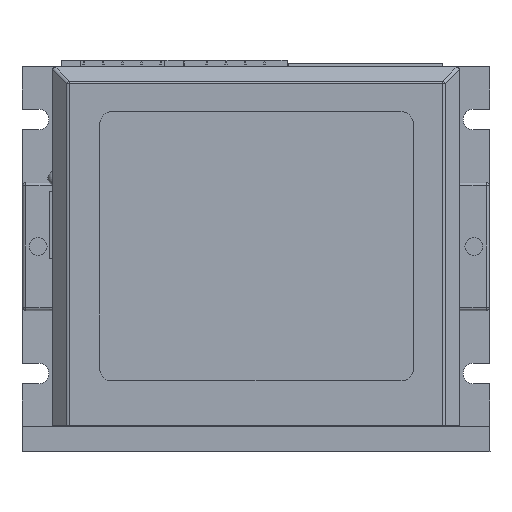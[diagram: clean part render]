
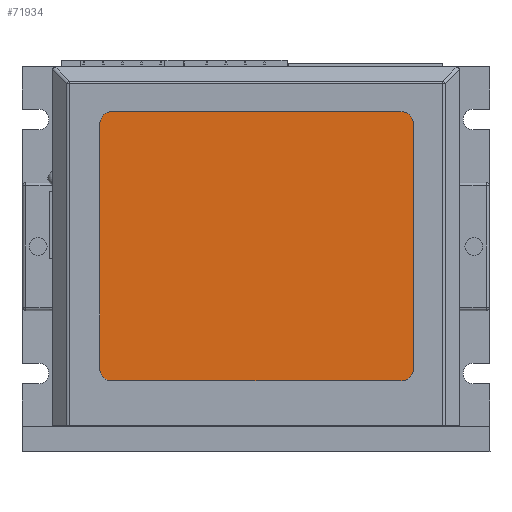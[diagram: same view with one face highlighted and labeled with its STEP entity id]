
A CAD part, top view. The second image highlights one B-rep face of the part: STEP entity #71934.
In plain terms, the highlighted face is planar.
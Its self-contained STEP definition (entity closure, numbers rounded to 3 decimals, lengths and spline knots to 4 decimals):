
#67259=DIRECTION('',(-1.,0.,0.));
#67260=VECTOR('',#67259,5.715);
#67261=CARTESIAN_POINT('',(2.8575,1.1367,-6.223));
#67262=LINE('',#67261,#67260);
#67263=CARTESIAN_POINT('',(2.8448,1.1367,-5.9693));
#67264=DIRECTION('',(0.,1.,0.));
#67265=DIRECTION('',(1.,0.,0.));
#67266=AXIS2_PLACEMENT_3D('',#67263,#67264,#67265);
#67268=DIRECTION('',(0.,0.,-1.));
#67269=VECTOR('',#67268,4.8266);
#67270=CARTESIAN_POINT('',(3.0988,1.1367,-1.1427));
#67271=LINE('',#67270,#67269);
#67272=CARTESIAN_POINT('',(2.8448,1.1367,-1.1427));
#67273=DIRECTION('',(0.,1.,0.));
#67274=DIRECTION('',(0.05,0.,0.999));
#67275=AXIS2_PLACEMENT_3D('',#67272,#67273,#67274);
#67277=DIRECTION('',(1.,0.,0.));
#67278=VECTOR('',#67277,5.7277);
#67279=CARTESIAN_POINT('',(-2.8702,1.1367,-0.889));
#67280=LINE('',#67279,#67278);
#67281=CARTESIAN_POINT('',(-2.8702,1.1367,-1.143));
#67282=DIRECTION('',(0.,1.,0.));
#67283=DIRECTION('',(-1.,0.,0.));
#67284=AXIS2_PLACEMENT_3D('',#67281,#67282,#67283);
#67286=DIRECTION('',(0.,0.,1.));
#67287=VECTOR('',#67286,4.8263);
#67288=CARTESIAN_POINT('',(-3.1242,1.1367,-5.9693));
#67289=LINE('',#67288,#67287);
#67290=CARTESIAN_POINT('',(-2.8702,1.1367,-5.9693));
#67291=DIRECTION('',(0.,1.,0.));
#67292=DIRECTION('',(0.,0.,-1.));
#67293=AXIS2_PLACEMENT_3D('',#67290,#67291,#67292);
#67295=CARTESIAN_POINT('',(-2.8702,1.1367,-5.9693));
#67296=DIRECTION('',(0.,1.,0.));
#67297=DIRECTION('',(0.05,0.,-0.999));
#67298=AXIS2_PLACEMENT_3D('',#67295,#67296,#67297);
#67460=CARTESIAN_POINT('',(2.8575,1.1367,-0.889));
#67462=VERTEX_POINT('',#67460);
#67674=CARTESIAN_POINT('',(3.0988,1.1367,-1.1427));
#67675=CARTESIAN_POINT('',(3.0988,1.1367,-5.9693));
#67676=VERTEX_POINT('',#67674);
#67677=VERTEX_POINT('',#67675);
#67736=CARTESIAN_POINT('',(-2.8702,1.1367,-6.2233));
#67737=CARTESIAN_POINT('',(-3.1242,1.1367,-5.9693));
#67738=VERTEX_POINT('',#67736);
#67739=VERTEX_POINT('',#67737);
#67812=CARTESIAN_POINT('',(-2.8575,1.1367,-6.223));
#67813=VERTEX_POINT('',#67812);
#67884=CARTESIAN_POINT('',(-2.8702,1.1367,-0.889));
#67885=VERTEX_POINT('',#67884);
#67920=CARTESIAN_POINT('',(2.8575,1.1367,-6.223));
#67921=VERTEX_POINT('',#67920);
#68097=CARTESIAN_POINT('',(-3.1242,1.1367,-1.143));
#68098=VERTEX_POINT('',#68097);
#71918=CARTESIAN_POINT('',(-3.1242,1.1367,-6.2284));
#71919=DIRECTION('',(0.,1.,0.));
#71920=DIRECTION('',(0.,0.,1.));
#71921=AXIS2_PLACEMENT_3D('',#71918,#71919,#71920);
#71922=PLANE('',#71921);
#71923=ORIENTED_EDGE('',*,*,#71871,.F.);
#71924=ORIENTED_EDGE('',*,*,#71885,.F.);
#71925=ORIENTED_EDGE('',*,*,#71899,.F.);
#71926=ORIENTED_EDGE('',*,*,#71912,.F.);
#71927=ORIENTED_EDGE('',*,*,#71800,.F.);
#71928=ORIENTED_EDGE('',*,*,#71815,.F.);
#71929=ORIENTED_EDGE('',*,*,#71829,.F.);
#71930=ORIENTED_EDGE('',*,*,#71842,.F.);
#71931=ORIENTED_EDGE('',*,*,#71857,.F.);
#71932=EDGE_LOOP('',(#71923,#71924,#71925,#71926,#71927,#71928,#71929,#71930,
#71931));
#71933=FACE_OUTER_BOUND('',#71932,.F.);
#71934=ADVANCED_FACE('',(#71933),#71922,.T.);
#67267=CIRCLE('',#67266,0.254);
#67276=CIRCLE('',#67275,0.254);
#67285=CIRCLE('',#67284,0.254);
#67294=CIRCLE('',#67293,0.254);
#67299=CIRCLE('',#67298,0.254);
#71800=EDGE_CURVE('',#67885,#67462,#67280,.T.);
#71815=EDGE_CURVE('',#68098,#67885,#67285,.T.);
#71829=EDGE_CURVE('',#67739,#68098,#67289,.T.);
#71842=EDGE_CURVE('',#67738,#67739,#67294,.T.);
#71857=EDGE_CURVE('',#67813,#67738,#67299,.T.);
#71871=EDGE_CURVE('',#67921,#67813,#67262,.T.);
#71885=EDGE_CURVE('',#67677,#67921,#67267,.T.);
#71899=EDGE_CURVE('',#67676,#67677,#67271,.T.);
#71912=EDGE_CURVE('',#67462,#67676,#67276,.T.);
